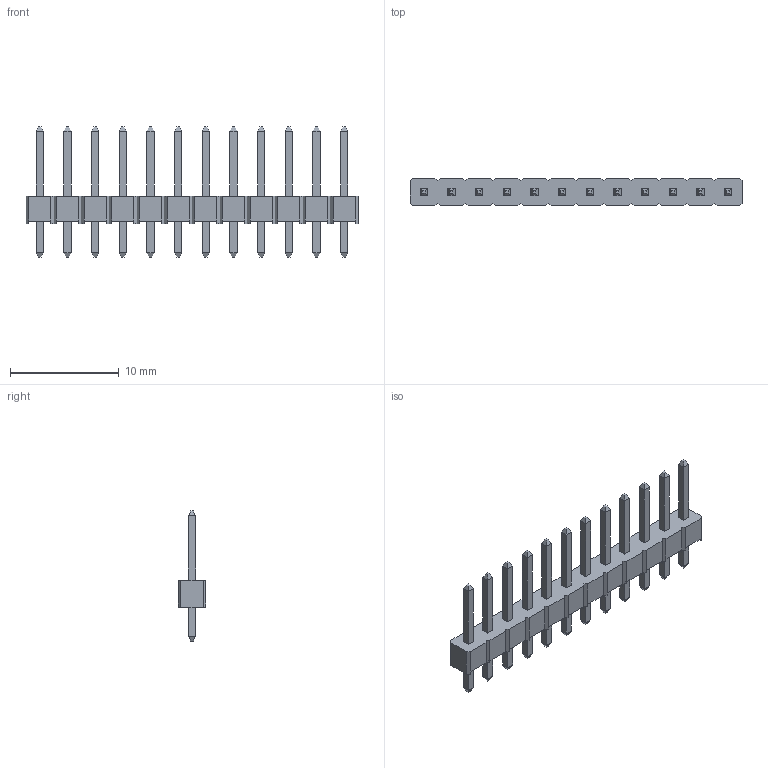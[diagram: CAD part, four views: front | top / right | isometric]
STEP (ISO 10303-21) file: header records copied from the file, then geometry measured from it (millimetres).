
FILE_DESCRIPTION(/* description */ (''),/* implementation_level */ '2;1');
FILE_NAME(/* name */ '12-Pin Header - Male - 2.54mm.step',/* time_stamp */ '2021-04-21T14:07:56+02:00',/* author */ (''),/* organization */ (''),/* preprocessor_version */ 'ST-DEVELOPER v18.1',/* originating_system */ 'Autodesk Translation Framework v10.6.0.1341',/* authorisation */ '');
FILE_SCHEMA (('AUTOMOTIVE_DESIGN { 1 0 10303 214 3 1 1 }'));
Length unit declared in the file: millimetre
Products named in the file (2): ZL201-40_P2-54_L101_W2-54_H8-9; 12-Pin Header - Male - 2.54mm
Assembly tree (1 placements, depth 2):
  ZL201-40_P2-54_L101_W2-54_H8-9
    12-Pin Header - Male - 2.54mm
Bounding box: 30.48 x 2.54 x 11.94 mm (x, y, z)
Volume: 223.9 mm3; surface area: 619.7 mm2
Topology: 1 solids, 1 shells, 340 faces, 798 edges, 484 vertices
Faces by surface type: plane 340
Entity records: 9521 total; most frequent: CARTESIAN_POINT 1625, ORIENTED_EDGE 1596, DIRECTION 1484, LINE 798, VECTOR 798, EDGE_CURVE 798, VERTEX_POINT 484, EDGE_LOOP 364
